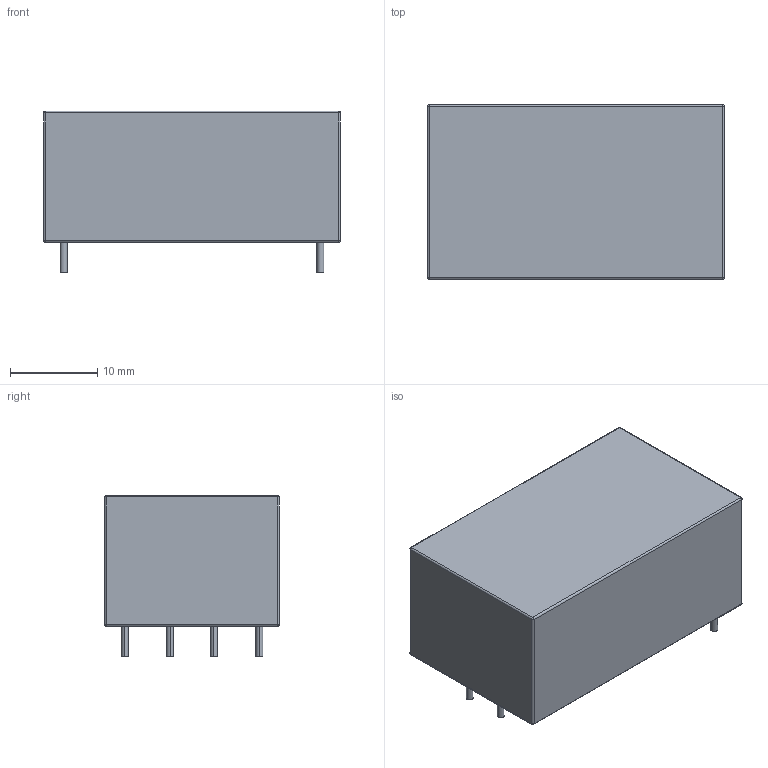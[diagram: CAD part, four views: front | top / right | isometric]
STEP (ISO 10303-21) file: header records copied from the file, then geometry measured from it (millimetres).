
FILE_DESCRIPTION (( 'STEP AP214' ), '1' );
FILE_NAME ('PWRM-TH_L34.0-W20.0-H15.0.step', '2022-07-09T11:39:31', ( '' ), ( '' ), 'SwSTEP 2.0', 'SolidWorks 2020', '' );
FILE_SCHEMA (( 'AUTOMOTIVE_DESIGN' ));
Length unit declared in the file: millimetre
Products named in the file (1): PWRM-TH_L34.0-W20.0-H15.0
Bounding box: 34 x 20 x 18.5 mm (x, y, z)
Volume: 10204.5 mm3; surface area: 2992.3 mm2
Topology: 1 solids, 1 shells, 321 faces, 851 edges, 554 vertices
Faces by surface type: plane 181, bspline 112, cylinder 20, sphere 8
Entity records: 14562 total; most frequent: CARTESIAN_POINT 3823, ORIENTED_EDGE 1686, DIRECTION 1075, EDGE_CURVE 843, LINE 575, VECTOR 575, VERTEX_POINT 554, EDGE_LOOP 351
